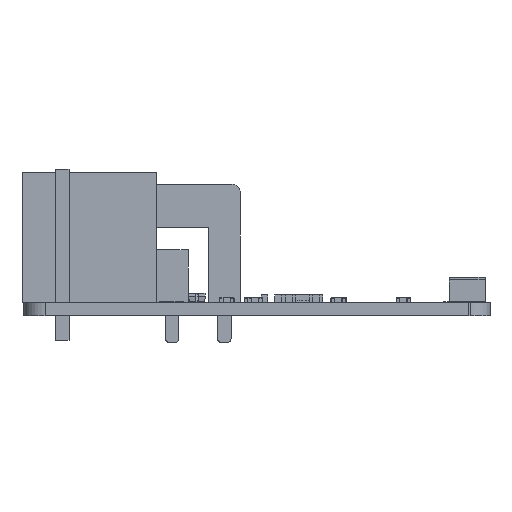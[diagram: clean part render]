
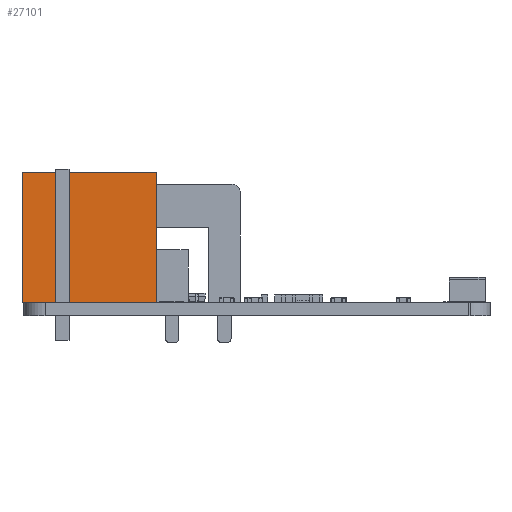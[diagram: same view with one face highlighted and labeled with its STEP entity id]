
A CAD part, front view. The second image highlights one B-rep face of the part: STEP entity #27101.
In plain terms, the highlighted face is planar.
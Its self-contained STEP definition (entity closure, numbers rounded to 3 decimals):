
#2278=PLANE('',#29501);
#3553=FACE_OUTER_BOUND('',#5567,.T.);
#5567=EDGE_LOOP('',(#25005,#25006,#25007,#25008));
#9177=LINE('',#44224,#11837);
#9180=LINE('',#44230,#11840);
#9184=LINE('',#44237,#11844);
#9185=LINE('',#44239,#11845);
#11837=VECTOR('',#36618,10.);
#11840=VECTOR('',#36623,10.);
#11844=VECTOR('',#36629,10.);
#11845=VECTOR('',#36632,10.);
#14277=VERTEX_POINT('',#44221);
#14278=VERTEX_POINT('',#44223);
#14280=VERTEX_POINT('',#44229);
#14282=VERTEX_POINT('',#44234);
#17859=EDGE_CURVE('',#14278,#14277,#9177,.T.);
#17862=EDGE_CURVE('',#14280,#14278,#9180,.T.);
#17866=EDGE_CURVE('',#14282,#14280,#9184,.T.);
#17867=EDGE_CURVE('',#14277,#14282,#9185,.T.);
#25005=ORIENTED_EDGE('',*,*,#17867,.T.);
#25006=ORIENTED_EDGE('',*,*,#17866,.T.);
#25007=ORIENTED_EDGE('',*,*,#17862,.T.);
#25008=ORIENTED_EDGE('',*,*,#17859,.T.);
#27101=ADVANCED_FACE('',(#3553),#2278,.T.);
#29501=AXIS2_PLACEMENT_3D('',#44241,#36634,#36635);
#36618=DIRECTION('',(0.,0.,-1.));
#36623=DIRECTION('',(0.,-1.,0.));
#36629=DIRECTION('',(0.,0.,1.));
#36632=DIRECTION('',(0.,1.,0.));
#36634=DIRECTION('center_axis',(1.,0.,0.));
#36635=DIRECTION('ref_axis',(0.,1.,0.));
#44221=CARTESIAN_POINT('',(1.55,-5.,0.));
#44223=CARTESIAN_POINT('',(1.55,-5.,15.5));
#44224=CARTESIAN_POINT('',(1.55,-5.,0.));
#44229=CARTESIAN_POINT('',(1.55,11.,15.5));
#44230=CARTESIAN_POINT('',(1.55,-5.,15.5));
#44234=CARTESIAN_POINT('',(1.55,11.,0.));
#44237=CARTESIAN_POINT('',(1.55,11.,15.5));
#44239=CARTESIAN_POINT('',(1.55,11.,0.));
#44241=CARTESIAN_POINT('Origin',(1.55,3.,7.75));
